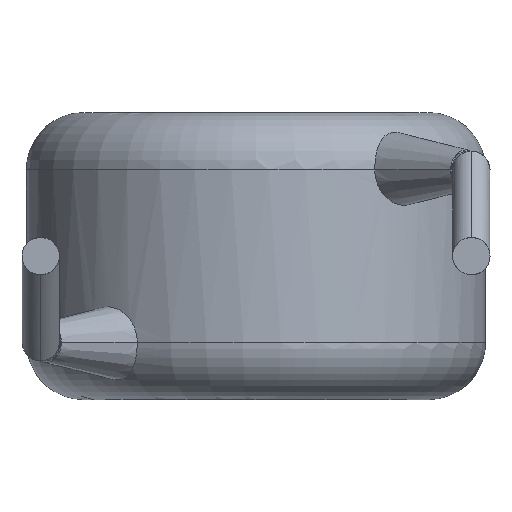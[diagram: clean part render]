
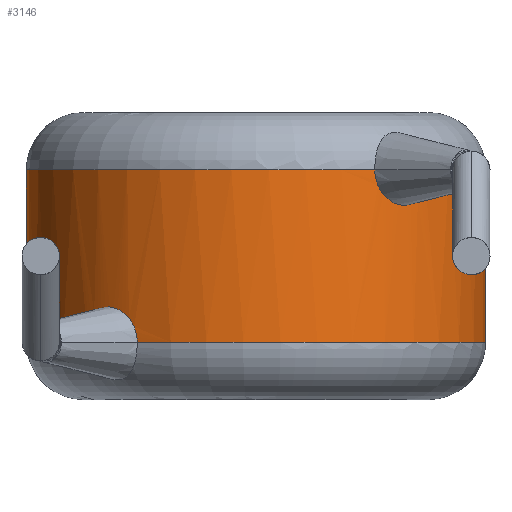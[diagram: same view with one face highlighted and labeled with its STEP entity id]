
A CAD part, front view. The second image highlights one B-rep face of the part: STEP entity #3146.
In plain terms, the highlighted cylindrical face has radius 4 mm (diameter 8 mm), a partial arc.
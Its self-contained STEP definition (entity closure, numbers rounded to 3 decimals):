
#8 = B_SPLINE_CURVE_WITH_KNOTS ( 'NONE', 3,
 ( #841, #3111, #4083, #2125, #2150, #3443, #3754, #4108, #1482, #1181 ),
 .UNSPECIFIED., .F., .F.,
 ( 4, 2, 2, 2, 4 ),
 ( 0., 0., 0.001, 0.001, 0.002 ),
 .UNSPECIFIED. ) ;
#17 = EDGE_CURVE ( 'NONE', #487, #3349, #3920, .T. ) ;
#28 = VERTEX_POINT ( 'NONE', #104 ) ;
#104 = CARTESIAN_POINT ( 'NONE',  ( -2.068, -3.424, 1. ) ) ;
#132 = CARTESIAN_POINT ( 'NONE',  ( -4., 0., 5. ) ) ;
#136 = CARTESIAN_POINT ( 'NONE',  ( -4., 0., 4. ) ) ;
#137 = AXIS2_PLACEMENT_3D ( 'NONE', #2892, #3578, #3913 ) ;
#184 = CARTESIAN_POINT ( 'NONE',  ( -3.022, -2.621, 1. ) ) ;
#191 = ORIENTED_EDGE ( 'NONE', *, *, #1011, .F. ) ;
#236 = CYLINDRICAL_SURFACE ( 'NONE', #1613, 4. ) ;
#401 = CARTESIAN_POINT ( 'NONE',  ( 0., 0., 5. ) ) ;
#442 = CARTESIAN_POINT ( 'NONE',  ( 0., 0., 4. ) ) ;
#487 = VERTEX_POINT ( 'NONE', #3172 ) ;
#543 = CARTESIAN_POINT ( 'NONE',  ( 2.7, -2.956, 3.384 ) ) ;
#576 = CARTESIAN_POINT ( 'NONE',  ( 2.128, -3.389, 3.676 ) ) ;
#679 = ORIENTED_EDGE ( 'NONE', *, *, #17, .T. ) ;
#798 = DIRECTION ( 'NONE',  ( 1., 0., 0. ) ) ;
#808 = EDGE_LOOP ( 'NONE', ( #191, #679, #1875, #2076, #3803, #3005, #2753, #2479 ) ) ;
#839 = B_SPLINE_CURVE_WITH_KNOTS ( 'NONE', 3,
 ( #1619, #3811, #576, #3184, #1264, #543, #3873, #2563, #2545, #935 ),
 .UNSPECIFIED., .F., .F.,
 ( 4, 2, 2, 2, 4 ),
 ( 0., 0., 0.001, 0.001, 0.002 ),
 .UNSPECIFIED. ) ;
#841 = CARTESIAN_POINT ( 'NONE',  ( -2.068, -3.424, 1. ) ) ;
#917 = AXIS2_PLACEMENT_3D ( 'NONE', #442, #2722, #798 ) ;
#935 = CARTESIAN_POINT ( 'NONE',  ( 3.022, -2.621, 4. ) ) ;
#1011 = EDGE_CURVE ( 'NONE', #487, #1244, #2416, .T. ) ;
#1101 = DIRECTION ( 'NONE',  ( 0., 0., -1. ) ) ;
#1123 = FACE_OUTER_BOUND ( 'NONE', #808, .T. ) ;
#1153 = VECTOR ( 'NONE', #3831, 1000. ) ;
#1181 = CARTESIAN_POINT ( 'NONE',  ( -3.022, -2.621, 1. ) ) ;
#1244 = VERTEX_POINT ( 'NONE', #3798 ) ;
#1264 = CARTESIAN_POINT ( 'NONE',  ( 2.452, -3.164, 3.385 ) ) ;
#1283 = AXIS2_PLACEMENT_3D ( 'NONE', #2674, #3357, #2394 ) ;
#1465 = EDGE_CURVE ( 'NONE', #2822, #3349, #839, .T. ) ;
#1482 = CARTESIAN_POINT ( 'NONE',  ( -3.022, -2.621, 1.164 ) ) ;
#1510 = LINE ( 'NONE', #132, #1153 ) ;
#1557 = EDGE_CURVE ( 'NONE', #28, #1244, #3671, .T. ) ;
#1613 = AXIS2_PLACEMENT_3D ( 'NONE', #401, #1101, #1845 ) ;
#1619 = CARTESIAN_POINT ( 'NONE',  ( 2.068, -3.424, 4. ) ) ;
#1731 = DIRECTION ( 'NONE',  ( 0., 0., -1. ) ) ;
#1845 = DIRECTION ( 'NONE',  ( -1., 0., 0. ) ) ;
#1875 = ORIENTED_EDGE ( 'NONE', *, *, #1465, .F. ) ;
#2076 = ORIENTED_EDGE ( 'NONE', *, *, #2460, .T. ) ;
#2125 = CARTESIAN_POINT ( 'NONE',  ( -2.321, -3.26, 1.55 ) ) ;
#2140 = VERTEX_POINT ( 'NONE', #136 ) ;
#2141 = EDGE_CURVE ( 'NONE', #28, #3444, #8, .T. ) ;
#2150 = CARTESIAN_POINT ( 'NONE',  ( -2.452, -3.164, 1.615 ) ) ;
#2281 = CARTESIAN_POINT ( 'NONE',  ( -4., 0., 1. ) ) ;
#2312 = CARTESIAN_POINT ( 'NONE',  ( 2.068, -3.424, 4. ) ) ;
#2357 = CARTESIAN_POINT ( 'NONE',  ( 4., 0., 5. ) ) ;
#2394 = DIRECTION ( 'NONE',  ( 1., 0., 0. ) ) ;
#2416 = LINE ( 'NONE', #2357, #4047 ) ;
#2460 = EDGE_CURVE ( 'NONE', #2822, #2140, #3588, .T. ) ;
#2479 = ORIENTED_EDGE ( 'NONE', *, *, #1557, .T. ) ;
#2545 = CARTESIAN_POINT ( 'NONE',  ( 3.022, -2.621, 3.836 ) ) ;
#2563 = CARTESIAN_POINT ( 'NONE',  ( 2.977, -2.674, 3.677 ) ) ;
#2576 = VERTEX_POINT ( 'NONE', #2281 ) ;
#2612 = CARTESIAN_POINT ( 'NONE',  ( 3.022, -2.621, 4. ) ) ;
#2616 = AXIS2_PLACEMENT_3D ( 'NONE', #3589, #2636, #3676 ) ;
#2636 = DIRECTION ( 'NONE',  ( 0., 0., 1. ) ) ;
#2674 = CARTESIAN_POINT ( 'NONE',  ( 0., 0., 4. ) ) ;
#2722 = DIRECTION ( 'NONE',  ( 0., 0., -1. ) ) ;
#2753 = ORIENTED_EDGE ( 'NONE', *, *, #2141, .F. ) ;
#2822 = VERTEX_POINT ( 'NONE', #2312 ) ;
#2892 = CARTESIAN_POINT ( 'NONE',  ( 0., 0., 1. ) ) ;
#2932 = EDGE_CURVE ( 'NONE', #2576, #3444, #3504, .T. ) ;
#3005 = ORIENTED_EDGE ( 'NONE', *, *, #2932, .T. ) ;
#3111 = CARTESIAN_POINT ( 'NONE',  ( -2.068, -3.424, 1.164 ) ) ;
#3146 = ADVANCED_FACE ( 'NONE', ( #1123 ), #236, .T. ) ;
#3172 = CARTESIAN_POINT ( 'NONE',  ( 4., 0., 4. ) ) ;
#3184 = CARTESIAN_POINT ( 'NONE',  ( 2.321, -3.26, 3.45 ) ) ;
#3349 = VERTEX_POINT ( 'NONE', #2612 ) ;
#3357 = DIRECTION ( 'NONE',  ( 0., 0., -1. ) ) ;
#3443 = CARTESIAN_POINT ( 'NONE',  ( -2.7, -2.956, 1.616 ) ) ;
#3444 = VERTEX_POINT ( 'NONE', #184 ) ;
#3504 = CIRCLE ( 'NONE', #137, 4. ) ;
#3578 = DIRECTION ( 'NONE',  ( 0., 0., 1. ) ) ;
#3588 = CIRCLE ( 'NONE', #1283, 4. ) ;
#3589 = CARTESIAN_POINT ( 'NONE',  ( 0., 0., 1. ) ) ;
#3671 = CIRCLE ( 'NONE', #2616, 4. ) ;
#3676 = DIRECTION ( 'NONE',  ( 1., 0., 0. ) ) ;
#3754 = CARTESIAN_POINT ( 'NONE',  ( -2.816, -2.844, 1.551 ) ) ;
#3798 = CARTESIAN_POINT ( 'NONE',  ( 4., 0., 1. ) ) ;
#3803 = ORIENTED_EDGE ( 'NONE', *, *, #3994, .T. ) ;
#3811 = CARTESIAN_POINT ( 'NONE',  ( 2.068, -3.424, 3.836 ) ) ;
#3831 = DIRECTION ( 'NONE',  ( 0., 0., -1. ) ) ;
#3873 = CARTESIAN_POINT ( 'NONE',  ( 2.816, -2.844, 3.449 ) ) ;
#3913 = DIRECTION ( 'NONE',  ( 1., 0., 0. ) ) ;
#3920 = CIRCLE ( 'NONE', #917, 4. ) ;
#3994 = EDGE_CURVE ( 'NONE', #2140, #2576, #1510, .T. ) ;
#4047 = VECTOR ( 'NONE', #1731, 1000. ) ;
#4083 = CARTESIAN_POINT ( 'NONE',  ( -2.128, -3.389, 1.324 ) ) ;
#4108 = CARTESIAN_POINT ( 'NONE',  ( -2.977, -2.674, 1.323 ) ) ;
